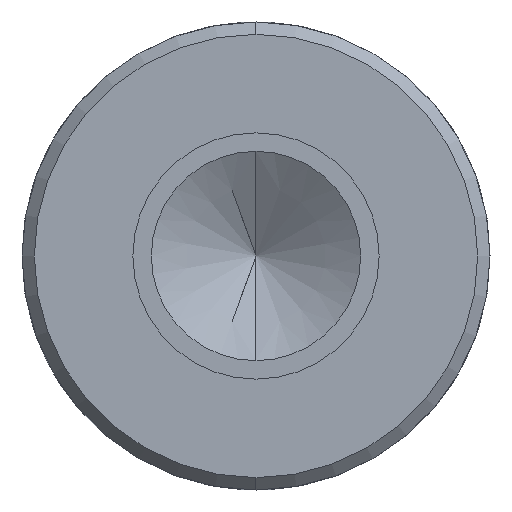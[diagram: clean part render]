
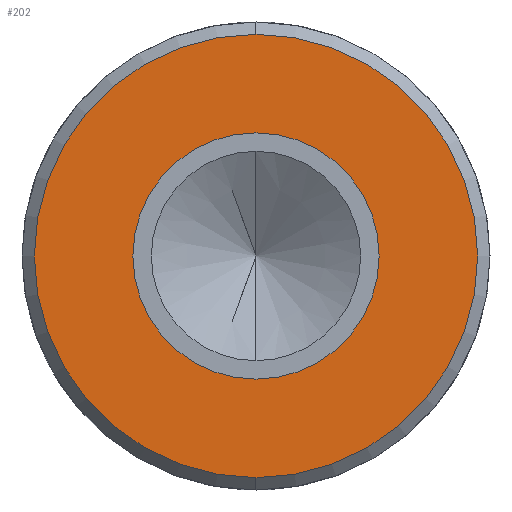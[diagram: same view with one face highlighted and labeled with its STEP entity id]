
A CAD part, left-side view. The second image highlights one B-rep face of the part: STEP entity #202.
In plain terms, the highlighted planar face has unit normal (-1, 0, 0).
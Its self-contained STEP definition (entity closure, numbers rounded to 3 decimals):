
#171 = ORIENTED_EDGE ( 'NONE', *, *, #361, .T. ) ;
#172 = EDGE_LOOP ( 'NONE', ( #297, #171 ) ) ;
#199 = ORIENTED_EDGE ( 'NONE', *, *, #355, .F. ) ;
#202 = ADVANCED_FACE ( 'NONE', ( #716, #718 ), #717, .F. ) ;
#203 = ORIENTED_EDGE ( 'NONE', *, *, #206, .F. ) ;
#205 = EDGE_LOOP ( 'NONE', ( #203, #199 ) ) ;
#206 = EDGE_CURVE ( 'NONE', #358, #259, #664, .T. ) ;
#259 = VERTEX_POINT ( 'NONE', #741 ) ;
#277 = EDGE_CURVE ( 'NONE', #359, #362, #618, .T. ) ;
#297 = ORIENTED_EDGE ( 'NONE', *, *, #277, .T. ) ;
#355 = EDGE_CURVE ( 'NONE', #259, #358, #1019, .T. ) ;
#358 = VERTEX_POINT ( 'NONE', #942 ) ;
#359 = VERTEX_POINT ( 'NONE', #949 ) ;
#361 = EDGE_CURVE ( 'NONE', #362, #359, #991, .T. ) ;
#362 = VERTEX_POINT ( 'NONE', #997 ) ;
#610 = AXIS2_PLACEMENT_3D ( 'NONE', #799, #798, #797 ) ;
#618 = CIRCLE ( 'NONE', #610, 9. ) ;
#661 = DIRECTION ( 'NONE',  ( 0., 0., 1. ) ) ;
#662 = DIRECTION ( 'NONE',  ( -1., 0., 0. ) ) ;
#663 = CARTESIAN_POINT ( 'NONE',  ( -80., 0., 0. ) ) ;
#664 = CIRCLE ( 'NONE', #712, 5. ) ;
#667 = DIRECTION ( 'NONE',  ( 0., 0., -1. ) ) ;
#668 = DIRECTION ( 'NONE',  ( 1., 0., 0. ) ) ;
#669 = CARTESIAN_POINT ( 'NONE',  ( -80., 9.5, 0. ) ) ;
#684 = AXIS2_PLACEMENT_3D ( 'NONE', #669, #668, #667 ) ;
#712 = AXIS2_PLACEMENT_3D ( 'NONE', #663, #662, #661 ) ;
#716 = FACE_OUTER_BOUND ( 'NONE', #172, .T. ) ;
#717 = PLANE ( 'NONE',  #684 ) ;
#718 = FACE_BOUND ( 'NONE', #205, .T. ) ;
#741 = CARTESIAN_POINT ( 'NONE',  ( -80., 0., -5. ) ) ;
#797 = DIRECTION ( 'NONE',  ( 0., 0., -1. ) ) ;
#798 = DIRECTION ( 'NONE',  ( -1., 0., 0. ) ) ;
#799 = CARTESIAN_POINT ( 'NONE',  ( -80., 0., 0. ) ) ;
#940 = AXIS2_PLACEMENT_3D ( 'NONE', #954, #999, #998 ) ;
#942 = CARTESIAN_POINT ( 'NONE',  ( -80., 0., 5. ) ) ;
#949 = CARTESIAN_POINT ( 'NONE',  ( -80., 0., -9. ) ) ;
#954 = CARTESIAN_POINT ( 'NONE',  ( -80., 0., 0. ) ) ;
#987 = DIRECTION ( 'NONE',  ( 0., 0., -1. ) ) ;
#988 = DIRECTION ( 'NONE',  ( -1., 0., 0. ) ) ;
#989 = CARTESIAN_POINT ( 'NONE',  ( -80., 0., 0. ) ) ;
#990 = AXIS2_PLACEMENT_3D ( 'NONE', #989, #988, #987 ) ;
#991 = CIRCLE ( 'NONE', #990, 9. ) ;
#997 = CARTESIAN_POINT ( 'NONE',  ( -80., 0., 9. ) ) ;
#998 = DIRECTION ( 'NONE',  ( 0., 0., 1. ) ) ;
#999 = DIRECTION ( 'NONE',  ( -1., 0., 0. ) ) ;
#1019 = CIRCLE ( 'NONE', #940, 5. ) ;
